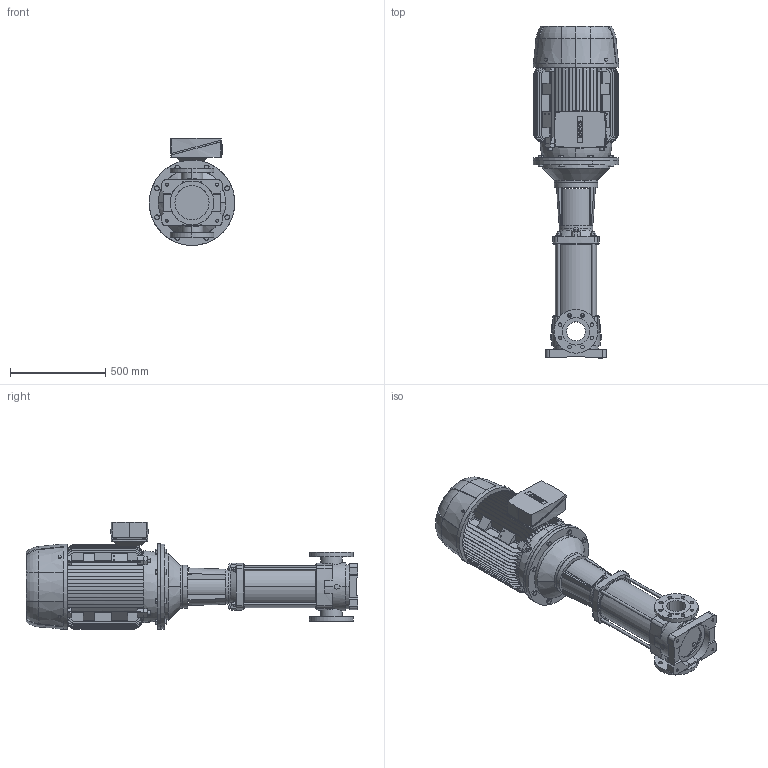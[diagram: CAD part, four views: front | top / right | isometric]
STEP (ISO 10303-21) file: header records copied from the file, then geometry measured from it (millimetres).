
FILE_DESCRIPTION (( 'STEP AP203' ), '1' );
FILE_NAME ('4.93.632.28swa01.step', '2023-04-28T09:44:01', ( '' ), ( '' ), 'SwSTEP 2.0', 'SolidWorks 2020', '' );
FILE_SCHEMA (( 'CONFIG_CONTROL_DESIGN' ));
Length unit declared in the file: millimetre
Products named in the file (5): Copia di 10017785swn00^4.93.632.28swa01; Copia di 4_93_631_06_REV00^4.93.632.28swa01; 4.93.632.28swa01; 10000018swn00_M16x50 8.8 ZINCATA; 10000007swn00_M16 6S ZINCATO
Assembly tree (18 placements, depth 2):
  4.93.632.28swa01
    Copia di 4_93_631_06_REV00^4.93.632.28swa01
    10000018swn00_M16x50 8.8 ZINCATA  x8
    10000007swn00_M16 6S ZINCATO  x8
    Copia di 10017785swn00^4.93.632.28swa01
Bounding box: 450 x 1746 x 563 mm (x, y, z)
Volume: 92586981.6 mm3; surface area: 5778921.5 mm2
Topology: 17 solids, 41 shells, 1843 faces, 4781 edges, 3093 vertices
Faces by surface type: plane 950, cylinder 510, cone 239, torus 134, bspline 10
Full cylindrical faces by diameter (mm): 18.631 x1, 120 x1
Entity records: 55682 total; most frequent: CARTESIAN_POINT 17188, ORIENTED_EDGE 8107, DIRECTION 7449, EDGE_CURVE 4056, VERTEX_POINT 2679, AXIS2_PLACEMENT_3D 2591, VECTOR 2267, LINE 2267
